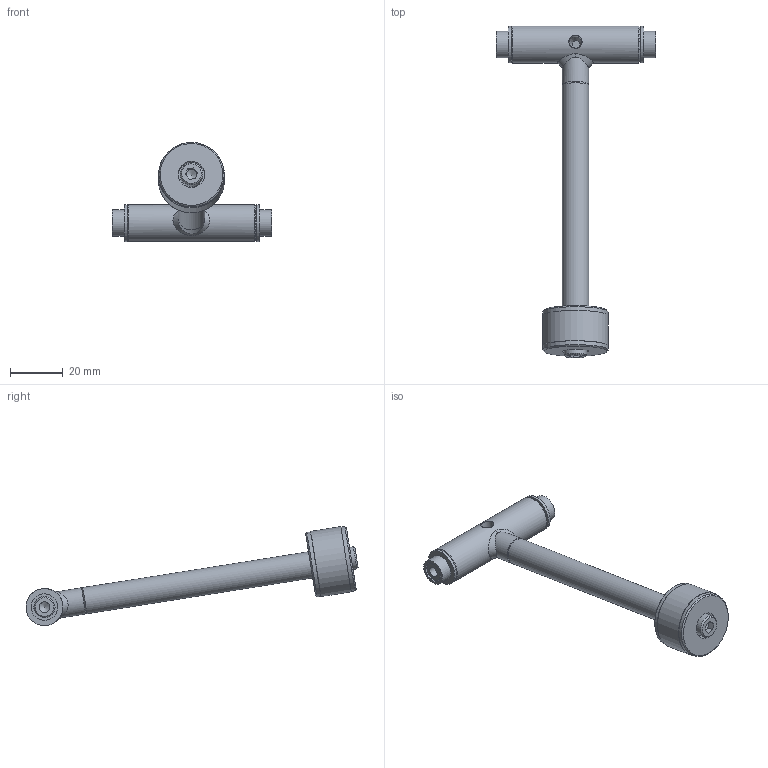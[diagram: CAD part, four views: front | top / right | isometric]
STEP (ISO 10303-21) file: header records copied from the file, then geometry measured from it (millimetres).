
FILE_DESCRIPTION(/* description */ (''),/* implementation_level */ '2;1');
FILE_NAME(/* name */ 'piston_rod_ipt_9db80511.STEP',/* time_stamp */ '2023-12-10T01:22:07+02:00',/* author */ ('top10'),/* organization */ (''),/* preprocessor_version */ 'ST-DEVELOPER v18.1',/* originating_system */ 'Autodesk Inventor 2021',/* authorisation */ '');
FILE_SCHEMA (('AUTOMOTIVE_DESIGN { 1 0 10303 214 3 1 1 }'));
Length unit declared in the file: inch
Products named in the file (1): piston_rod
Bounding box: 60.2 x 125.65 x 37.53 mm (x, y, z)
Volume: 22735.1 mm3; surface area: 16461 mm2
Topology: 9 solids, 9 shells, 112 faces, 291 edges, 209 vertices
Faces by surface type: plane 43, cylinder 42, cone 18, torus 5, bspline 4
Full cylindrical faces by diameter (mm): 4 x2, 4.2 x1, 5 x2, 5.407 x1, 6 x1, 7 x1, 8 x11, 8.1 x1, 8.5 x1, 9.3 x3, 9.36 x1, 10 x5, 14 x3, 15 x2, 24.7 x2, 25 x1
Entity records: 7122 total; most frequent: CARTESIAN_POINT 4100, DIRECTION 627, ORIENTED_EDGE 574, EDGE_CURVE 287, AXIS2_PLACEMENT_3D 271, VERTEX_POINT 209, CIRCLE 162, EDGE_LOOP 142
